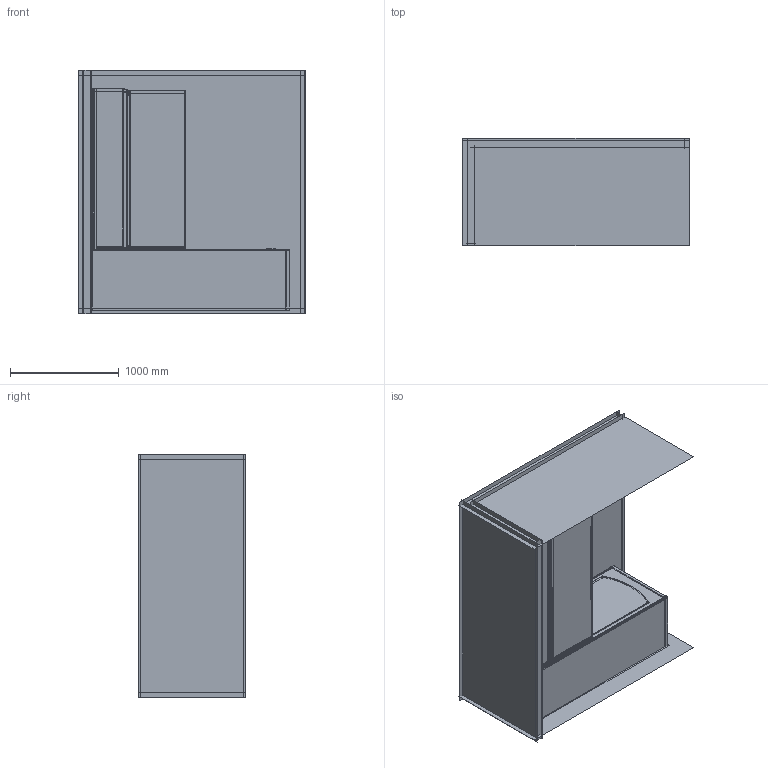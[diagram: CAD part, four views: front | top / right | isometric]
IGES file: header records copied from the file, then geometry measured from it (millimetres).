
Start section:  PTC IGES file: DCP9PX.igs
Global section: file name: DCP9PX.igs; native system: Pro/ENGINEER by Parametric Technology Corporation; preprocessor: 2010280; author: admin; organization: Unknown; date: 20140604.162850; units: millimetre
Bounding box: 2080 x 988 x 2236 mm (x, y, z)
Surface area: 54284906.2 mm2 (no closed solid volume)
Topology: 0 solids, 0 shells, 3412 faces, 51316 edges, 67010 vertices
Faces by surface type: revolution 1758, bspline 1646, extrusion 8
